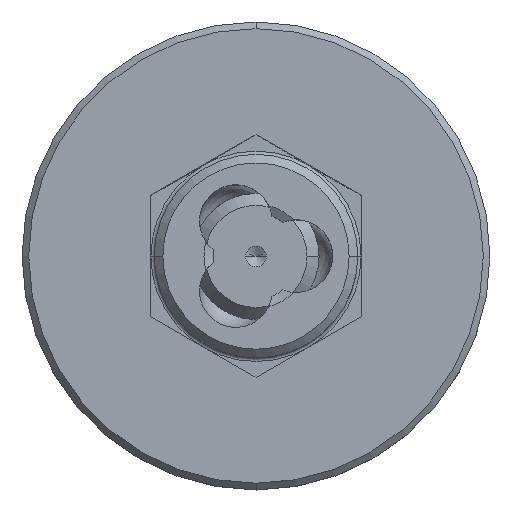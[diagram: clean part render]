
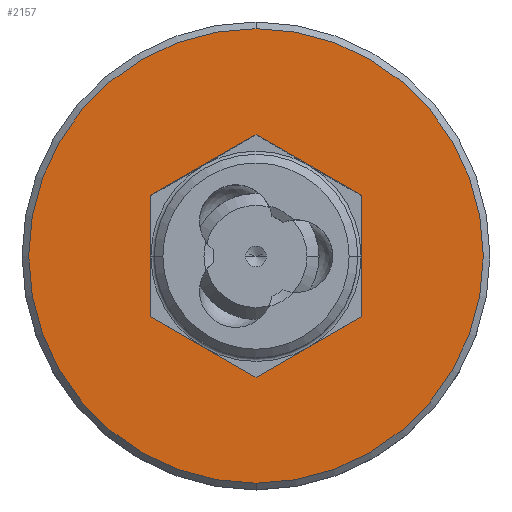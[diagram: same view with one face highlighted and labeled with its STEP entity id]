
A CAD part, top view. The second image highlights one B-rep face of the part: STEP entity #2157.
In plain terms, the highlighted planar face has unit normal (0, 0, 1).
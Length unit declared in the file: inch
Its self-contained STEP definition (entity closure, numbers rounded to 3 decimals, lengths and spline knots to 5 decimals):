
#447=DIRECTION('',(-0.866,-0.5,0.));
#448=VECTOR('',#447,0.18187);
#449=CARTESIAN_POINT('',(0.,0.18187,1.322));
#450=LINE('',#449,#448);
#451=DIRECTION('',(0.,-1.,0.));
#452=VECTOR('',#451,0.18187);
#453=CARTESIAN_POINT('',(-0.1575,0.09093,1.322));
#454=LINE('',#453,#452);
#455=DIRECTION('',(0.866,-0.5,0.));
#456=VECTOR('',#455,0.18187);
#457=CARTESIAN_POINT('',(-0.1575,-0.09093,1.322));
#458=LINE('',#457,#456);
#459=DIRECTION('',(0.866,0.5,0.));
#460=VECTOR('',#459,0.18187);
#461=CARTESIAN_POINT('',(0.,-0.18187,1.322));
#462=LINE('',#461,#460);
#463=DIRECTION('',(0.,1.,0.));
#464=VECTOR('',#463,0.18187);
#465=CARTESIAN_POINT('',(0.1575,-0.09093,1.322));
#466=LINE('',#465,#464);
#467=DIRECTION('',(-0.866,0.5,0.));
#468=VECTOR('',#467,0.18187);
#469=CARTESIAN_POINT('',(0.1575,0.09093,1.322));
#470=LINE('',#469,#468);
#471=CARTESIAN_POINT('',(0.,0.,1.322));
#472=DIRECTION('',(0.,0.,1.));
#473=DIRECTION('',(0.,-1.,0.));
#474=AXIS2_PLACEMENT_3D('',#471,#472,#473);
#489=CARTESIAN_POINT('',(0.,0.,1.322));
#490=DIRECTION('',(0.,0.,1.));
#491=DIRECTION('',(0.,1.,0.));
#492=AXIS2_PLACEMENT_3D('',#489,#490,#491);
#1447=CARTESIAN_POINT('',(0.,0.18187,1.322));
#1448=CARTESIAN_POINT('',(-0.1575,0.09093,1.322));
#1449=VERTEX_POINT('',#1447);
#1450=VERTEX_POINT('',#1448);
#1451=CARTESIAN_POINT('',(-0.1575,-0.09093,1.322));
#1452=VERTEX_POINT('',#1451);
#1453=CARTESIAN_POINT('',(0.,-0.18187,1.322));
#1454=VERTEX_POINT('',#1453);
#1455=CARTESIAN_POINT('',(0.1575,-0.09093,1.322));
#1456=VERTEX_POINT('',#1455);
#1457=CARTESIAN_POINT('',(0.1575,0.09093,1.322));
#1458=VERTEX_POINT('',#1457);
#1459=CARTESIAN_POINT('',(0.,0.3405,1.322));
#1460=CARTESIAN_POINT('',(0.,-0.3405,1.322));
#1461=VERTEX_POINT('',#1459);
#1462=VERTEX_POINT('',#1460);
#2138=CARTESIAN_POINT('',(0.,0.,1.322));
#2139=DIRECTION('',(0.,0.,1.));
#2140=DIRECTION('',(0.,1.,0.));
#2141=AXIS2_PLACEMENT_3D('',#2138,#2139,#2140);
#2142=PLANE('',#2141);
#2144=ORIENTED_EDGE('',*,*,#2143,.F.);
#2146=ORIENTED_EDGE('',*,*,#2145,.F.);
#2147=EDGE_LOOP('',(#2144,#2146));
#2148=FACE_OUTER_BOUND('',#2147,.F.);
#2149=ORIENTED_EDGE('',*,*,#1990,.T.);
#2150=ORIENTED_EDGE('',*,*,#2132,.T.);
#2151=ORIENTED_EDGE('',*,*,#2104,.T.);
#2152=ORIENTED_EDGE('',*,*,#2075,.T.);
#2153=ORIENTED_EDGE('',*,*,#2046,.T.);
#2154=ORIENTED_EDGE('',*,*,#2018,.T.);
#2155=EDGE_LOOP('',(#2149,#2150,#2151,#2152,#2153,#2154));
#2156=FACE_BOUND('',#2155,.F.);
#2157=ADVANCED_FACE('',(#2148,#2156),#2142,.T.);
#475=CIRCLE('',#474,0.3405);
#493=CIRCLE('',#492,0.3405);
#1990=EDGE_CURVE('',#1449,#1450,#450,.T.);
#2018=EDGE_CURVE('',#1458,#1449,#470,.T.);
#2046=EDGE_CURVE('',#1456,#1458,#466,.T.);
#2075=EDGE_CURVE('',#1454,#1456,#462,.T.);
#2104=EDGE_CURVE('',#1452,#1454,#458,.T.);
#2132=EDGE_CURVE('',#1450,#1452,#454,.T.);
#2143=EDGE_CURVE('',#1462,#1461,#475,.T.);
#2145=EDGE_CURVE('',#1461,#1462,#493,.T.);
